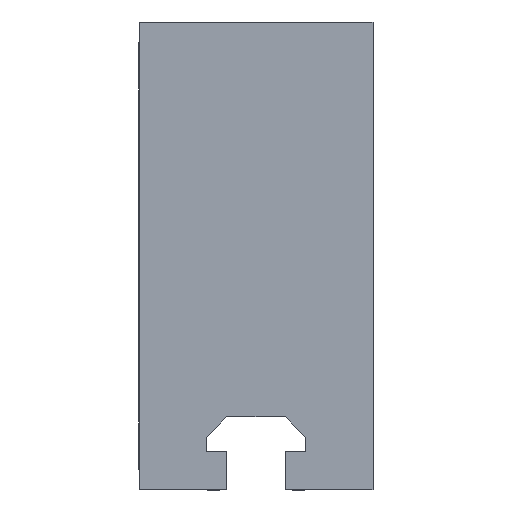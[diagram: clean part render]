
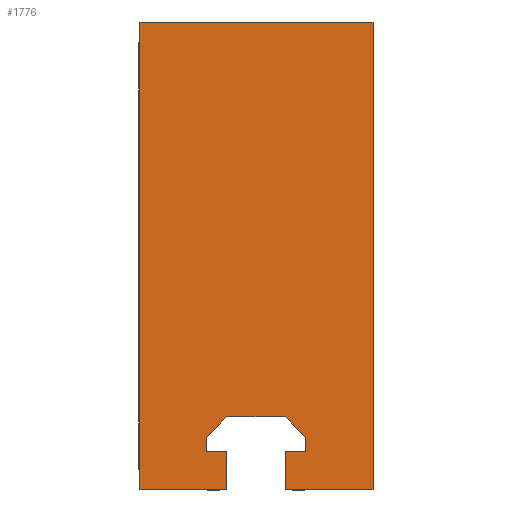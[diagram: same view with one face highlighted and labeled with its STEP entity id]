
A CAD part, left-side view. The second image highlights one B-rep face of the part: STEP entity #1776.
In plain terms, the highlighted planar face has unit normal (-1, 0, 0).
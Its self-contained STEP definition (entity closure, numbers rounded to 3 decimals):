
#786=VERTEX_POINT('',#2167);
#794=EDGE_CURVE('',#1614,#1786,#2175,.T.);
#804=EDGE_CURVE('',#1530,#1612,#2185,.T.);
#814=VERTEX_POINT('',#2196);
#830=EDGE_CURVE('',#1612,#786,#2214,.T.);
#846=VERTEX_POINT('',#2230);
#878=EDGE_CURVE('',#814,#1696,#2264,.T.);
#880=EDGE_CURVE('',#1786,#1668,#2266,.T.);
#892=EDGE_CURVE('',#1788,#1210,#2279,.T.);
#962=EDGE_CURVE('',#1064,#1614,#2360,.T.);
#1064=VERTEX_POINT('',#2471);
#1210=VERTEX_POINT('',#2642);
#1452=EDGE_CURVE('',#1926,#846,#2902,.T.);
#1492=EDGE_CURVE('',#786,#1926,#2944,.T.);
#1530=VERTEX_POINT('',#2987);
#1612=VERTEX_POINT('',#3077);
#1614=VERTEX_POINT('',#3079);
#1668=VERTEX_POINT('',#3137);
#1678=EDGE_CURVE('',#1696,#1724,#3147,.T.);
#1696=VERTEX_POINT('',#3167);
#1724=VERTEX_POINT('',#3197);
#1746=EDGE_CURVE('',#846,#1064,#3222,.T.);
#1770=EDGE_CURVE('',#1668,#1788,#3251,.T.);
#1776=ADVANCED_FACE('',(#3259),#3260,.T.);
#1786=VERTEX_POINT('',#3271);
#1788=VERTEX_POINT('',#3273);
#1836=EDGE_CURVE('',#1210,#814,#3326,.T.);
#1926=VERTEX_POINT('',#3423);
#1936=EDGE_CURVE('',#1724,#1530,#3434,.T.);
#2167=CARTESIAN_POINT('',(-12.5,-5.,6.5));
#2175=LINE('',#3722,#3723);
#2185=LINE('',#3740,#3741);
#2196=CARTESIAN_POINT('',(-12.5,8.5,9.));
#2214=LINE('',#3781,#3782);
#2230=CARTESIAN_POINT('',(-12.5,-20.0,0.0));
#2264=LINE('',#3875,#3876);
#2266=LINE('',#3879,#3880);
#2279=LINE('',#3900,#3901);
#2360=LINE('',#4039,#4040);
#2471=CARTESIAN_POINT('',(-12.5,-20.0,80.0));
#2642=CARTESIAN_POINT('',(-12.5,8.5,6.5));
#2902=LINE('',#4913,#4914);
#2944=LINE('',#4989,#4990);
#2987=CARTESIAN_POINT('',(-12.5,-8.5,9.));
#3077=CARTESIAN_POINT('',(-12.5,-8.5,6.5));
#3079=CARTESIAN_POINT('',(-12.5,20.0,80.0));
#3137=CARTESIAN_POINT('',(-12.5,5.,0.));
#3147=LINE('',#5290,#5291);
#3167=CARTESIAN_POINT('',(-12.5,5.,12.5));
#3197=CARTESIAN_POINT('',(-12.5,-5.,12.5));
#3222=LINE('',#5416,#5417);
#3251=LINE('',#5461,#5462);
#3259=FACE_OUTER_BOUND('',#5470,.T.);
#3260=PLANE('',#5471);
#3271=CARTESIAN_POINT('',(-12.5,20.0,0.0));
#3273=CARTESIAN_POINT('',(-12.5,5.,6.5));
#3326=LINE('',#5569,#5570);
#3423=CARTESIAN_POINT('',(-12.5,-5.,0.0));
#3434=LINE('',#5731,#5732);
#3722=CARTESIAN_POINT('',(-12.5,20.0,40.0));
#3723=VECTOR('',#6018,1000.0);
#3740=CARTESIAN_POINT('',(-12.5,-8.5,40.0));
#3741=VECTOR('',#6022,1000.0);
#3781=CARTESIAN_POINT('',(-12.5,20.0,6.5));
#3782=VECTOR('',#6053,1000.0);
#3875=CARTESIAN_POINT('',(-12.5,8.5,9.));
#3876=VECTOR('',#6089,1000.0);
#3879=CARTESIAN_POINT('',(-12.5,20.0,0.0));
#3880=VECTOR('',#6090,1000.0);
#3900=CARTESIAN_POINT('',(-12.5,20.0,6.5));
#3901=VECTOR('',#6103,1000.0);
#4039=CARTESIAN_POINT('',(-12.5,20.0,80.0));
#4040=VECTOR('',#6198,1000.0);
#4913=CARTESIAN_POINT('',(-12.5,20.0,0.0));
#4914=VECTOR('',#6792,1000.0);
#4989=CARTESIAN_POINT('',(-12.5,-5.,40.0));
#4990=VECTOR('',#6832,1000.0);
#5290=CARTESIAN_POINT('',(-12.5,20.0,12.5));
#5291=VECTOR('',#7047,1000.0);
#5416=CARTESIAN_POINT('',(-12.5,-20.0,40.0));
#5417=VECTOR('',#7124,1000.0);
#5461=CARTESIAN_POINT('',(-12.5,5.,40.0));
#5462=VECTOR('',#7174,1000.0);
#5470=EDGE_LOOP('',(#7192,#7193,#7194,#7195,#7196,#7197,#7198,#7199,#7200,#7201,#7202,#7203,#7204,#7205));
#5471=AXIS2_PLACEMENT_3D('',#7206,#7207,#7208);
#5569=CARTESIAN_POINT('',(-12.5,8.5,40.0));
#5570=VECTOR('',#7276,1000.0);
#5731=CARTESIAN_POINT('',(-12.5,-5.,12.5));
#5732=VECTOR('',#7364,1000.0);
#6018=DIRECTION('',(0.0,0.0,-1.0));
#6022=DIRECTION('',(0.0,0.0,-1.0));
#6053=DIRECTION('',(0.0,1.0,0.0));
#6089=DIRECTION('',(0.0,-0.707,0.707));
#6090=DIRECTION('',(0.0,-1.0,0.0));
#6103=DIRECTION('',(0.0,1.0,0.0));
#6198=DIRECTION('',(0.0,1.0,0.0));
#6792=DIRECTION('',(0.0,-1.0,0.0));
#6832=DIRECTION('',(0.0,0.0,-1.0));
#7047=DIRECTION('',(0.0,-1.0,0.0));
#7124=DIRECTION('',(0.0,0.0,1.0));
#7174=DIRECTION('',(0.0,0.0,1.0));
#7192=ORIENTED_EDGE('',*,*,#804,.T.);
#7193=ORIENTED_EDGE('',*,*,#830,.T.);
#7194=ORIENTED_EDGE('',*,*,#1492,.T.);
#7195=ORIENTED_EDGE('',*,*,#1452,.T.);
#7196=ORIENTED_EDGE('',*,*,#1746,.T.);
#7197=ORIENTED_EDGE('',*,*,#962,.T.);
#7198=ORIENTED_EDGE('',*,*,#794,.T.);
#7199=ORIENTED_EDGE('',*,*,#880,.T.);
#7200=ORIENTED_EDGE('',*,*,#1770,.T.);
#7201=ORIENTED_EDGE('',*,*,#892,.T.);
#7202=ORIENTED_EDGE('',*,*,#1836,.T.);
#7203=ORIENTED_EDGE('',*,*,#878,.T.);
#7204=ORIENTED_EDGE('',*,*,#1678,.T.);
#7205=ORIENTED_EDGE('',*,*,#1936,.T.);
#7206=CARTESIAN_POINT('',(-12.5,20.0,40.0));
#7207=DIRECTION('',(-1.0,0.0,0.0));
#7208=DIRECTION('',(0.0,0.0,1.0));
#7276=DIRECTION('',(0.0,0.0,1.0));
#7364=DIRECTION('',(0.0,-0.707,-0.707));
